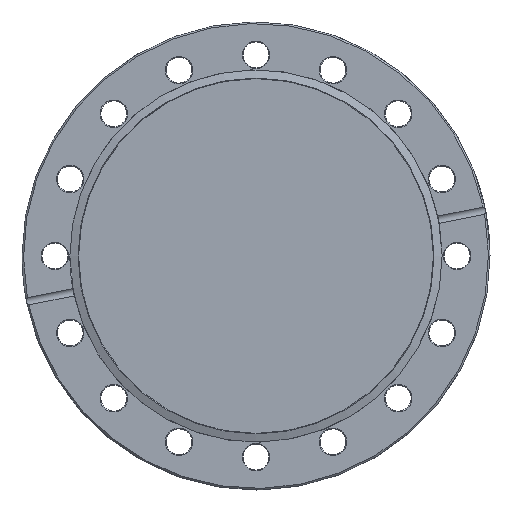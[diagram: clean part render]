
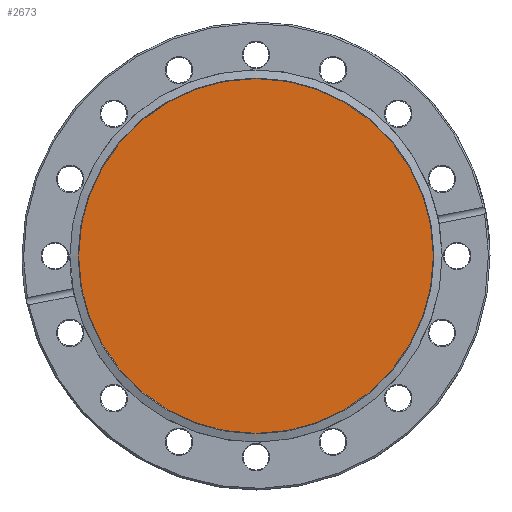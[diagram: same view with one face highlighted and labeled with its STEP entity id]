
A CAD part, front view. The second image highlights one B-rep face of the part: STEP entity #2673.
In plain terms, the highlighted planar face has unit normal (0, -1, 0).
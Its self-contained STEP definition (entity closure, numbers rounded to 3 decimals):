
#201=PLANE('',#2944);
#401=FACE_OUTER_BOUND('',#658,.T.);
#658=EDGE_LOOP('',(#2477));
#1043=CIRCLE('',#2945,57.464);
#1403=VERTEX_POINT('',#16255);
#1762=EDGE_CURVE('',#1403,#1403,#1043,.T.);
#2477=ORIENTED_EDGE('',*,*,#1762,.F.);
#2673=ADVANCED_FACE('',(#401),#201,.T.);
#2944=AXIS2_PLACEMENT_3D('',#16254,#3566,#3567);
#2945=AXIS2_PLACEMENT_3D('',#16256,#3568,#3569);
#3566=DIRECTION('center_axis',(0.,-1.,0.));
#3567=DIRECTION('ref_axis',(0.,0.,-1.));
#3568=DIRECTION('center_axis',(0.,1.,0.));
#3569=DIRECTION('ref_axis',(1.,0.,0.));
#16254=CARTESIAN_POINT('Origin',(-57.464,1.17,0.));
#16255=CARTESIAN_POINT('',(-57.464,1.17,0.));
#16256=CARTESIAN_POINT('Origin',(0.,1.17,0.));
